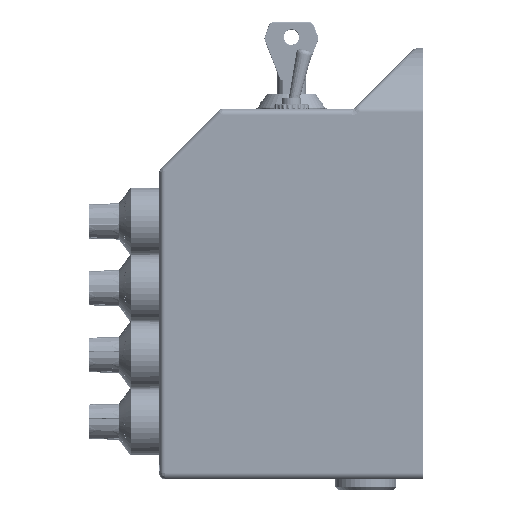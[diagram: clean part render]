
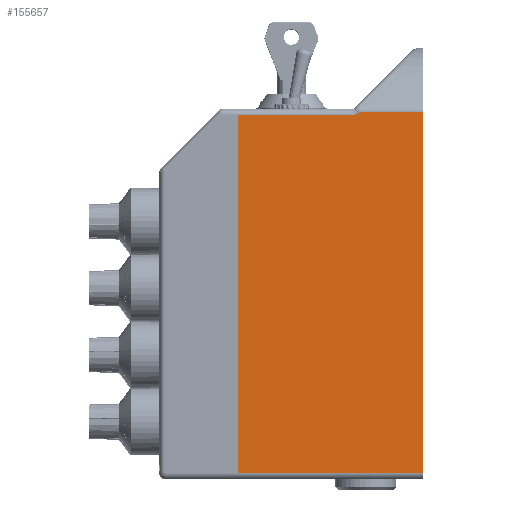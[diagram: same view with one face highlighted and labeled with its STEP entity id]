
A CAD part, left-side view. The second image highlights one B-rep face of the part: STEP entity #155657.
In plain terms, the highlighted planar face has unit normal (-1, 0, 0).
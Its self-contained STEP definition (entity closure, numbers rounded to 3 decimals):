
#33721 = CARTESIAN_POINT ( 'NONE',  ( -262., 23.828, -2. ) ) ;
#33723 = CARTESIAN_POINT ( 'NONE',  ( -262., 23.575, -2. ) ) ;
#33725 = CARTESIAN_POINT ( 'NONE',  ( -262., 23.063, -1.952 ) ) ;
#33727 = CARTESIAN_POINT ( 'NONE',  ( -262., 22.303, -1.727 ) ) ;
#33729 = CARTESIAN_POINT ( 'NONE',  ( -262., 21.595, -1.35 ) ) ;
#33731 = CARTESIAN_POINT ( 'NONE',  ( -262., 21.187, -1.014 ) ) ;
#33733 = CARTESIAN_POINT ( 'NONE',  ( -262., 21., -0.828 ) ) ;
#33743 = B_SPLINE_CURVE_WITH_KNOTS ( 'NONE', 3,
 ( #33733, #33731, #33729, #33727, #33725, #33723, #33721 ),
 .UNSPECIFIED., .F., .F.,
 ( 4, 1, 1, 1, 4 ),
 ( 0., 0.001, 0.002, 0.002, 0.003 ),
 .UNSPECIFIED. ) ;
#44408 = LINE ( 'NONE', #44522, #44521 ) ;
#44520 = DIRECTION ( 'NONE',  ( 0., 0., 1. ) ) ;
#44521 = VECTOR ( 'NONE', #44520, 1000. ) ;
#44522 = CARTESIAN_POINT ( 'NONE',  ( -262., 0., -60.414 ) ) ;
#49244 = DIRECTION ( 'NONE',  ( 0., 0., 1. ) ) ;
#49246 = DIRECTION ( 'NONE',  ( -1., 0., 0. ) ) ;
#49248 = CARTESIAN_POINT ( 'NONE',  ( -262., 0., -122. ) ) ;
#49250 = AXIS2_PLACEMENT_3D ( 'NONE', #49248, #49246, #49244 ) ;
#49251 = PLANE ( 'NONE',  #49250 ) ;
#49256 = FACE_OUTER_BOUND ( 'NONE', #155659, .T. ) ;
#54026 = VERTEX_POINT ( 'NONE', #126107 ) ;
#54381 = VERTEX_POINT ( 'NONE', #127406 ) ;
#54450 = EDGE_CURVE ( 'NONE', #54026, #54452, #127481, .T. ) ;
#54452 = VERTEX_POINT ( 'NONE', #127604 ) ;
#54576 = EDGE_CURVE ( 'NONE', #127018, #54381, #127781, .T. ) ;
#54624 = VERTEX_POINT ( 'NONE', #127943 ) ;
#54630 = EDGE_CURVE ( 'NONE', #54632, #54624, #127938, .T. ) ;
#54632 = VERTEX_POINT ( 'NONE', #127931 ) ;
#110452 = EDGE_CURVE ( 'NONE', #54381, #54632, #214703, .T. ) ;
#126107 = CARTESIAN_POINT ( 'NONE',  ( -262., 21., -0.828 ) ) ;
#127018 = VERTEX_POINT ( 'NONE', #253896 ) ;
#127406 = CARTESIAN_POINT ( 'NONE',  ( -262., 61., -2. ) ) ;
#127481 = LINE ( 'NONE', #127608, #127607 ) ;
#127604 = CARTESIAN_POINT ( 'NONE',  ( -262., 0., -0.828 ) ) ;
#127605 = DIRECTION ( 'NONE',  ( 0., -1., 0. ) ) ;
#127607 = VECTOR ( 'NONE', #127605, 1000. ) ;
#127608 = CARTESIAN_POINT ( 'NONE',  ( -262., 10.5, -0.828 ) ) ;
#127765 = DIRECTION ( 'NONE',  ( 0., 1., 0. ) ) ;
#127766 = VECTOR ( 'NONE', #127765, 1000. ) ;
#127768 = CARTESIAN_POINT ( 'NONE',  ( -262., 42.414, -2. ) ) ;
#127781 = LINE ( 'NONE', #127768, #127766 ) ;
#127931 = CARTESIAN_POINT ( 'NONE',  ( -262., 61., -120. ) ) ;
#127933 = DIRECTION ( 'NONE',  ( 0., -1., 0. ) ) ;
#127935 = VECTOR ( 'NONE', #127933, 1000. ) ;
#127937 = CARTESIAN_POINT ( 'NONE',  ( -262., 30.5, -120. ) ) ;
#127938 = LINE ( 'NONE', #127937, #127935 ) ;
#127943 = CARTESIAN_POINT ( 'NONE',  ( -262., 0., -120. ) ) ;
#148743 = EDGE_CURVE ( 'NONE', #54026, #127018, #33743, .T. ) ;
#152736 = EDGE_CURVE ( 'NONE', #54624, #54452, #44408, .T. ) ;
#155657 = ADVANCED_FACE ( 'NONE', ( #49256 ), #49251, .T. ) ;
#155659 = EDGE_LOOP ( 'NONE', ( #155662, #155669, #155835, #155839, #155843, #155846 ) ) ;
#155662 = ORIENTED_EDGE ( 'NONE', *, *, #54450, .F. ) ;
#155669 = ORIENTED_EDGE ( 'NONE', *, *, #148743, .T. ) ;
#155835 = ORIENTED_EDGE ( 'NONE', *, *, #54576, .T. ) ;
#155839 = ORIENTED_EDGE ( 'NONE', *, *, #110452, .T. ) ;
#155843 = ORIENTED_EDGE ( 'NONE', *, *, #54630, .T. ) ;
#155846 = ORIENTED_EDGE ( 'NONE', *, *, #152736, .T. ) ;
#214698 = DIRECTION ( 'NONE',  ( 0., 0., -1. ) ) ;
#214700 = VECTOR ( 'NONE', #214698, 1000. ) ;
#214702 = CARTESIAN_POINT ( 'NONE',  ( -262., 61., -61. ) ) ;
#214703 = LINE ( 'NONE', #214702, #214700 ) ;
#253896 = CARTESIAN_POINT ( 'NONE',  ( -262., 23.828, -2. ) ) ;
